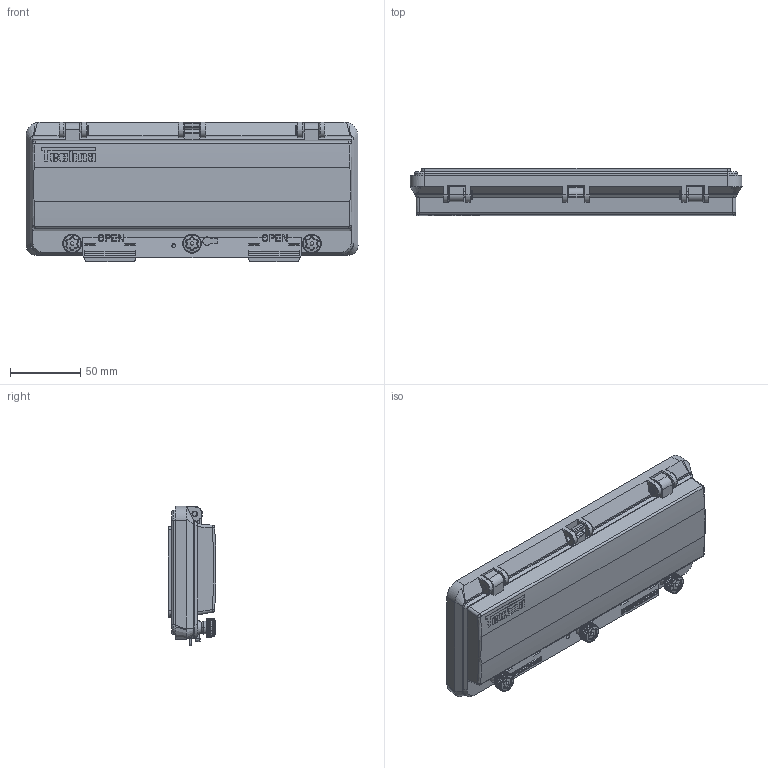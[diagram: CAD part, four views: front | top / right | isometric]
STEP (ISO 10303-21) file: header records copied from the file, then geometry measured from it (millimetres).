
FILE_DESCRIPTION (( 'STEP AP214' ), '1' );
FILE_NAME ('WinTec12.STEP', '2023-04-05T08:44:05', ( '' ), ( '' ), 'SwSTEP 2.0', 'SolidWorks 2023', '' );
FILE_SCHEMA (( 'AUTOMOTIVE_DESIGN' ));
Length unit declared in the file: millimetre
Products named in the file (7): WINtec12-LUOSHUAN_2; WINtec12-12-2; WINtec12-PRT0004; WINtec12-12-1; WinTec12; WINtec12-JIAOTIAO-13A_1; WINtec12-XIAODING_1
Assembly tree (8 placements, depth 2):
  WinTec12
    WINtec12-12-2
    WINtec12-12-1
    WINtec12-LUOSHUAN_2  x3
    WINtec12-XIAODING_1
    WINtec12-PRT0004
    WINtec12-JIAOTIAO-13A_1
Bounding box: 237 x 34 x 99.65 mm (x, y, z)
Volume: 158237.8 mm3; surface area: 145582.7 mm2
Topology: 9 solids, 9 shells, 2323 faces, 6085 edges, 3820 vertices
Faces by surface type: plane 750, bspline 602, cone 498, cylinder 473
Entity records: 61187 total; most frequent: CARTESIAN_POINT 25393, ORIENTED_EDGE 8414, DIRECTION 6012, EDGE_CURVE 4207, VERTEX_POINT 2702, VECTOR 2366, LINE 2366, AXIS2_PLACEMENT_3D 1823
